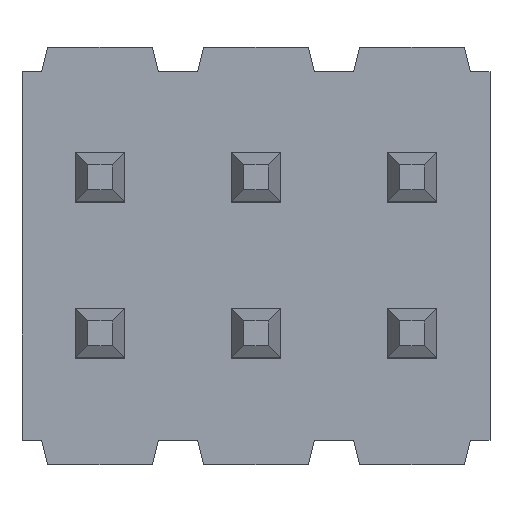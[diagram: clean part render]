
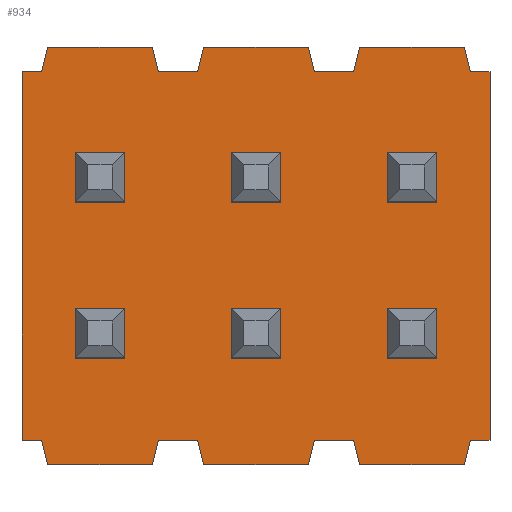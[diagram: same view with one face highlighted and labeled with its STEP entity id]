
A CAD part, top view. The second image highlights one B-rep face of the part: STEP entity #934.
In plain terms, the highlighted planar face has unit normal (0, 0, 1).
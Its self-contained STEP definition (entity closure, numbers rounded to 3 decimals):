
#70=CARTESIAN_POINT('',(1.696,-1.7,1.0));
#71=VERTEX_POINT('',#70);
#72=CARTESIAN_POINT('',(1.746,-1.5,1.0));
#73=VERTEX_POINT('',#72);
#74=CARTESIAN_POINT('',(1.696,-1.7,1.0));
#75=DIRECTION('',(0.243,0.97,0.0));
#76=VECTOR('',#75,0.206);
#77=LINE('',#74,#76);
#78=EDGE_CURVE('',#71,#73,#77,.T.);
#110=CARTESIAN_POINT('',(1.905,-1.5,1.0));
#111=VERTEX_POINT('',#110);
#120=CARTESIAN_POINT('',(1.746,-1.5,1.0));
#121=DIRECTION('',(1.0,0.0,0.0));
#122=VECTOR('',#121,0.159);
#123=LINE('',#120,#122);
#124=EDGE_CURVE('',#73,#111,#123,.T.);
#141=CARTESIAN_POINT('',(0.794,-1.5,1.0));
#142=VERTEX_POINT('',#141);
#143=CARTESIAN_POINT('',(0.844,-1.7,1.0));
#144=VERTEX_POINT('',#143);
#145=CARTESIAN_POINT('',(0.794,-1.5,1.0));
#146=DIRECTION('',(0.243,-0.97,0.0));
#147=VECTOR('',#146,0.206);
#148=LINE('',#145,#147);
#149=EDGE_CURVE('',#142,#144,#148,.T.);
#181=CARTESIAN_POINT('',(0.426,-1.7,1.0));
#182=VERTEX_POINT('',#181);
#183=CARTESIAN_POINT('',(0.476,-1.5,1.0));
#184=VERTEX_POINT('',#183);
#185=CARTESIAN_POINT('',(0.426,-1.7,1.0));
#186=DIRECTION('',(0.243,0.97,0.0));
#187=VECTOR('',#186,0.206);
#188=LINE('',#185,#187);
#189=EDGE_CURVE('',#182,#184,#188,.T.);
#221=CARTESIAN_POINT('',(0.476,-1.5,1.0));
#222=DIRECTION('',(1.0,0.0,0.0));
#223=VECTOR('',#222,0.318);
#224=LINE('',#221,#223);
#225=EDGE_CURVE('',#184,#142,#224,.T.);
#243=CARTESIAN_POINT('',(-0.476,-1.5,1.0));
#244=VERTEX_POINT('',#243);
#245=CARTESIAN_POINT('',(-0.426,-1.7,1.0));
#246=VERTEX_POINT('',#245);
#247=CARTESIAN_POINT('',(-0.476,-1.5,1.0));
#248=DIRECTION('',(0.243,-0.97,0.0));
#249=VECTOR('',#248,0.206);
#250=LINE('',#247,#249);
#251=EDGE_CURVE('',#244,#246,#250,.T.);
#283=CARTESIAN_POINT('',(-0.844,-1.7,1.0));
#284=VERTEX_POINT('',#283);
#285=CARTESIAN_POINT('',(-0.794,-1.5,1.0));
#286=VERTEX_POINT('',#285);
#287=CARTESIAN_POINT('',(-0.844,-1.7,1.0));
#288=DIRECTION('',(0.243,0.97,0.0));
#289=VECTOR('',#288,0.206);
#290=LINE('',#287,#289);
#291=EDGE_CURVE('',#284,#286,#290,.T.);
#323=CARTESIAN_POINT('',(-0.794,-1.5,1.0));
#324=DIRECTION('',(1.0,0.0,0.0));
#325=VECTOR('',#324,0.318);
#326=LINE('',#323,#325);
#327=EDGE_CURVE('',#286,#244,#326,.T.);
#345=CARTESIAN_POINT('',(-1.746,-1.5,1.0));
#346=VERTEX_POINT('',#345);
#347=CARTESIAN_POINT('',(-1.696,-1.7,1.0));
#348=VERTEX_POINT('',#347);
#349=CARTESIAN_POINT('',(-1.746,-1.5,1.0));
#350=DIRECTION('',(0.243,-0.97,0.0));
#351=VECTOR('',#350,0.206);
#352=LINE('',#349,#351);
#353=EDGE_CURVE('',#346,#348,#352,.T.);
#387=CARTESIAN_POINT('',(-1.905,-1.5,1.0));
#388=VERTEX_POINT('',#387);
#402=CARTESIAN_POINT('',(-1.905,-1.5,1.0));
#403=DIRECTION('',(1.0,0.0,0.0));
#404=VECTOR('',#403,0.159);
#405=LINE('',#402,#404);
#406=EDGE_CURVE('',#388,#346,#405,.T.);
#416=CARTESIAN_POINT('',(1.746,1.5,1.0));
#417=VERTEX_POINT('',#416);
#418=CARTESIAN_POINT('',(1.696,1.7,1.0));
#419=VERTEX_POINT('',#418);
#420=CARTESIAN_POINT('',(1.746,1.5,1.0));
#421=DIRECTION('',(-0.243,0.97,0.0));
#422=VECTOR('',#421,0.206);
#423=LINE('',#420,#422);
#424=EDGE_CURVE('',#417,#419,#423,.T.);
#458=CARTESIAN_POINT('',(1.905,1.5,1.0));
#459=VERTEX_POINT('',#458);
#473=CARTESIAN_POINT('',(1.905,1.5,1.0));
#474=DIRECTION('',(-1.0,0.0,0.0));
#475=VECTOR('',#474,0.159);
#476=LINE('',#473,#475);
#477=EDGE_CURVE('',#459,#417,#476,.T.);
#487=CARTESIAN_POINT('',(0.844,1.7,1.0));
#488=VERTEX_POINT('',#487);
#489=CARTESIAN_POINT('',(0.794,1.5,1.0));
#490=VERTEX_POINT('',#489);
#491=CARTESIAN_POINT('',(0.844,1.7,1.0));
#492=DIRECTION('',(-0.243,-0.97,0.0));
#493=VECTOR('',#492,0.206);
#494=LINE('',#491,#493);
#495=EDGE_CURVE('',#488,#490,#494,.T.);
#527=CARTESIAN_POINT('',(0.476,1.5,1.0));
#528=VERTEX_POINT('',#527);
#529=CARTESIAN_POINT('',(0.426,1.7,1.0));
#530=VERTEX_POINT('',#529);
#531=CARTESIAN_POINT('',(0.476,1.5,1.0));
#532=DIRECTION('',(-0.243,0.97,0.0));
#533=VECTOR('',#532,0.206);
#534=LINE('',#531,#533);
#535=EDGE_CURVE('',#528,#530,#534,.T.);
#567=CARTESIAN_POINT('',(0.794,1.5,1.0));
#568=DIRECTION('',(-1.0,0.0,0.0));
#569=VECTOR('',#568,0.318);
#570=LINE('',#567,#569);
#571=EDGE_CURVE('',#490,#528,#570,.T.);
#589=CARTESIAN_POINT('',(-0.426,1.7,1.0));
#590=VERTEX_POINT('',#589);
#591=CARTESIAN_POINT('',(-0.476,1.5,1.0));
#592=VERTEX_POINT('',#591);
#593=CARTESIAN_POINT('',(-0.426,1.7,1.0));
#594=DIRECTION('',(-0.243,-0.97,0.0));
#595=VECTOR('',#594,0.206);
#596=LINE('',#593,#595);
#597=EDGE_CURVE('',#590,#592,#596,.T.);
#629=CARTESIAN_POINT('',(-0.794,1.5,1.0));
#630=VERTEX_POINT('',#629);
#631=CARTESIAN_POINT('',(-0.844,1.7,1.0));
#632=VERTEX_POINT('',#631);
#633=CARTESIAN_POINT('',(-0.794,1.5,1.0));
#634=DIRECTION('',(-0.243,0.97,0.0));
#635=VECTOR('',#634,0.206);
#636=LINE('',#633,#635);
#637=EDGE_CURVE('',#630,#632,#636,.T.);
#669=CARTESIAN_POINT('',(-0.476,1.5,1.0));
#670=DIRECTION('',(-1.0,0.0,0.0));
#671=VECTOR('',#670,0.318);
#672=LINE('',#669,#671);
#673=EDGE_CURVE('',#592,#630,#672,.T.);
#691=CARTESIAN_POINT('',(-1.696,1.7,1.0));
#692=VERTEX_POINT('',#691);
#693=CARTESIAN_POINT('',(-1.746,1.5,1.0));
#694=VERTEX_POINT('',#693);
#695=CARTESIAN_POINT('',(-1.696,1.7,1.0));
#696=DIRECTION('',(-0.243,-0.97,0.0));
#697=VECTOR('',#696,0.206);
#698=LINE('',#695,#697);
#699=EDGE_CURVE('',#692,#694,#698,.T.);
#731=CARTESIAN_POINT('',(-1.905,1.5,1.0));
#732=VERTEX_POINT('',#731);
#741=CARTESIAN_POINT('',(-1.746,1.5,1.0));
#742=DIRECTION('',(-1.0,0.0,0.0));
#743=VECTOR('',#742,0.159);
#744=LINE('',#741,#743);
#745=EDGE_CURVE('',#694,#732,#744,.T.);
#763=CARTESIAN_POINT('',(-0.844,-1.7,1.0));
#764=DIRECTION('',(-1.0,0.0,0.0));
#765=VECTOR('',#764,0.853);
#766=LINE('',#763,#765);
#767=EDGE_CURVE('',#284,#348,#766,.T.);
#785=CARTESIAN_POINT('',(0.426,-1.7,1.0));
#786=DIRECTION('',(-1.0,0.0,0.0));
#787=VECTOR('',#786,0.853);
#788=LINE('',#785,#787);
#789=EDGE_CURVE('',#182,#246,#788,.T.);
#807=CARTESIAN_POINT('',(1.696,-1.7,1.0));
#808=DIRECTION('',(-1.0,0.0,0.0));
#809=VECTOR('',#808,0.853);
#810=LINE('',#807,#809);
#811=EDGE_CURVE('',#71,#144,#810,.T.);
#836=CARTESIAN_POINT('',(-1.696,1.7,1.0));
#837=DIRECTION('',(1.0,0.0,0.0));
#838=VECTOR('',#837,0.853);
#839=LINE('',#836,#838);
#840=EDGE_CURVE('',#692,#632,#839,.T.);
#858=CARTESIAN_POINT('',(-0.426,1.7,1.0));
#859=DIRECTION('',(1.0,0.0,0.0));
#860=VECTOR('',#859,0.853);
#861=LINE('',#858,#860);
#862=EDGE_CURVE('',#590,#530,#861,.T.);
#880=CARTESIAN_POINT('',(0.844,1.7,1.0));
#881=DIRECTION('',(1.0,0.0,0.0));
#882=VECTOR('',#881,0.853);
#883=LINE('',#880,#882);
#884=EDGE_CURVE('',#488,#419,#883,.T.);
#889=CARTESIAN_POINT('',(0.,0.,1.0));
#890=DIRECTION('',(0.0,0.0,1.0));
#891=DIRECTION('',(1.0,0.0,0.0));
#892=AXIS2_PLACEMENT_3D('',#889,#890,#891);
#893=PLANE('',#892);
#894=ORIENTED_EDGE('',*,*,#78,.T.);
#895=ORIENTED_EDGE('',*,*,#124,.T.);
#896=CARTESIAN_POINT('',(1.905,1.5,1.0));
#897=DIRECTION('',(0.0,-1.0,0.0));
#898=VECTOR('',#897,3.0);
#899=LINE('',#896,#898);
#900=EDGE_CURVE('',#459,#111,#899,.T.);
#901=ORIENTED_EDGE('',*,*,#900,.F.);
#902=ORIENTED_EDGE('',*,*,#477,.T.);
#903=ORIENTED_EDGE('',*,*,#424,.T.);
#904=ORIENTED_EDGE('',*,*,#884,.F.);
#905=ORIENTED_EDGE('',*,*,#495,.T.);
#906=ORIENTED_EDGE('',*,*,#571,.T.);
#907=ORIENTED_EDGE('',*,*,#535,.T.);
#908=ORIENTED_EDGE('',*,*,#862,.F.);
#909=ORIENTED_EDGE('',*,*,#597,.T.);
#910=ORIENTED_EDGE('',*,*,#673,.T.);
#911=ORIENTED_EDGE('',*,*,#637,.T.);
#912=ORIENTED_EDGE('',*,*,#840,.F.);
#913=ORIENTED_EDGE('',*,*,#699,.T.);
#914=ORIENTED_EDGE('',*,*,#745,.T.);
#915=CARTESIAN_POINT('',(-1.905,-1.5,1.0));
#916=DIRECTION('',(0.0,1.0,0.0));
#917=VECTOR('',#916,3.0);
#918=LINE('',#915,#917);
#919=EDGE_CURVE('',#388,#732,#918,.T.);
#920=ORIENTED_EDGE('',*,*,#919,.F.);
#921=ORIENTED_EDGE('',*,*,#406,.T.);
#922=ORIENTED_EDGE('',*,*,#353,.T.);
#923=ORIENTED_EDGE('',*,*,#767,.F.);
#924=ORIENTED_EDGE('',*,*,#291,.T.);
#925=ORIENTED_EDGE('',*,*,#327,.T.);
#926=ORIENTED_EDGE('',*,*,#251,.T.);
#927=ORIENTED_EDGE('',*,*,#789,.F.);
#928=ORIENTED_EDGE('',*,*,#189,.T.);
#929=ORIENTED_EDGE('',*,*,#225,.T.);
#930=ORIENTED_EDGE('',*,*,#149,.T.);
#931=ORIENTED_EDGE('',*,*,#811,.F.);
#932=EDGE_LOOP('',(#894,#895,#901,#902,#903,#904,#905,#906,#907,#908,#909,#910,#911,#912,#913,#914,#920,#921,#922,#923,#924,#925,#926,#927,#928,#929,#930,#931));
#933=FACE_OUTER_BOUND('',#932,.T.);
#934=ADVANCED_FACE('',(#933),#893,.T.);
